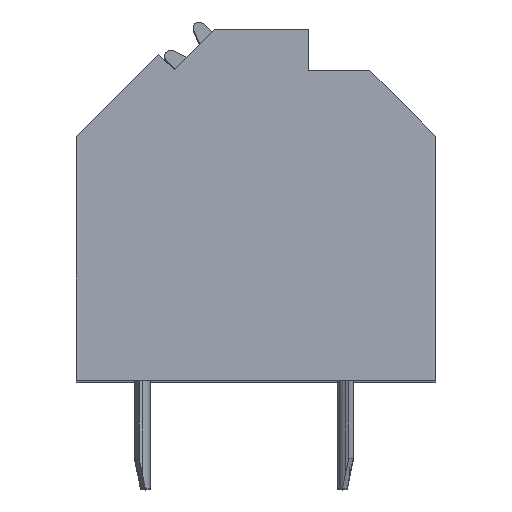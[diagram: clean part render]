
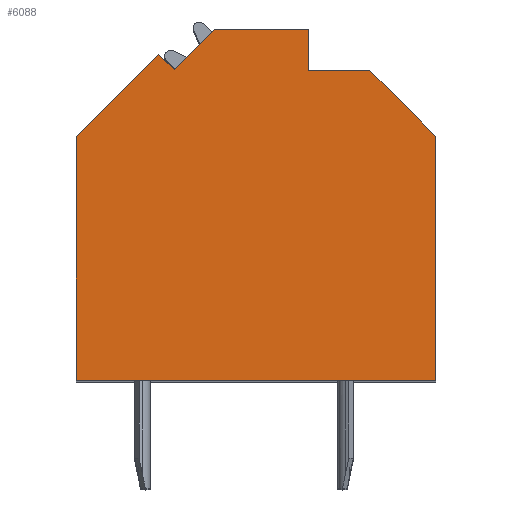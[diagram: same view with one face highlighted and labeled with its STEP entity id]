
A CAD part, top view. The second image highlights one B-rep face of the part: STEP entity #6088.
In plain terms, the highlighted planar face has unit normal (0, 0, 1).
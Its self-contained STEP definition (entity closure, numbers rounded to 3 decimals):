
#579=DIRECTION('',(-0.707,-0.707,0.));
#580=VECTOR('',#579,1.897);
#581=CARTESIAN_POINT('',(-1.39,5.718,33.885));
#582=LINE('',#581,#580);
#583=DIRECTION('',(-1.,0.,0.));
#584=VECTOR('',#583,3.14);
#585=CARTESIAN_POINT('',(1.75,5.718,33.885));
#586=LINE('',#585,#584);
#587=DIRECTION('',(0.,1.,0.));
#588=VECTOR('',#587,1.368);
#589=CARTESIAN_POINT('',(1.75,4.35,33.885));
#590=LINE('',#589,#588);
#591=DIRECTION('',(-1.,0.,0.));
#592=VECTOR('',#591,2.05);
#593=CARTESIAN_POINT('',(3.8,4.35,33.885));
#594=LINE('',#593,#592);
#595=DIRECTION('',(-0.707,0.707,0.));
#596=VECTOR('',#595,3.111);
#597=CARTESIAN_POINT('',(6.,2.15,33.885));
#598=LINE('',#597,#596);
#599=DIRECTION('',(0.,1.,0.));
#600=VECTOR('',#599,8.15);
#601=CARTESIAN_POINT('',(6.,-6.,33.885));
#602=LINE('',#601,#600);
#603=DIRECTION('',(1.,0.,0.));
#604=VECTOR('',#603,12.);
#605=CARTESIAN_POINT('',(-6.,-6.,33.885));
#606=LINE('',#605,#604);
#607=DIRECTION('',(0.,-1.,0.));
#608=VECTOR('',#607,8.14);
#609=CARTESIAN_POINT('',(-6.,2.14,33.885));
#610=LINE('',#609,#608);
#611=DIRECTION('',(-0.707,-0.707,0.));
#612=VECTOR('',#611,3.892);
#613=CARTESIAN_POINT('',(-3.248,4.892,33.885));
#614=LINE('',#613,#612);
#615=DIRECTION('',(-0.707,0.707,0.));
#616=VECTOR('',#615,0.73);
#617=CARTESIAN_POINT('',(-2.732,4.376,33.885));
#618=LINE('',#617,#616);
#4185=CARTESIAN_POINT('',(-1.39,5.718,33.885));
#4186=CARTESIAN_POINT('',(-2.732,4.376,33.885));
#4187=VERTEX_POINT('',#4185);
#4188=VERTEX_POINT('',#4186);
#4189=CARTESIAN_POINT('',(-3.248,4.892,33.885));
#4190=VERTEX_POINT('',#4189);
#4191=CARTESIAN_POINT('',(-6.,2.14,33.885));
#4192=VERTEX_POINT('',#4191);
#4193=CARTESIAN_POINT('',(-6.,-6.,33.885));
#4194=VERTEX_POINT('',#4193);
#4195=CARTESIAN_POINT('',(6.,-6.,33.885));
#4196=VERTEX_POINT('',#4195);
#4197=CARTESIAN_POINT('',(6.,2.15,33.885));
#4198=VERTEX_POINT('',#4197);
#4199=CARTESIAN_POINT('',(3.8,4.35,33.885));
#4200=VERTEX_POINT('',#4199);
#4201=CARTESIAN_POINT('',(1.75,4.35,33.885));
#4202=VERTEX_POINT('',#4201);
#4203=CARTESIAN_POINT('',(1.75,5.718,33.885));
#4204=VERTEX_POINT('',#4203);
#6064=CARTESIAN_POINT('',(0.,0.,33.885));
#6065=DIRECTION('',(0.,0.,1.));
#6066=DIRECTION('',(1.,0.,0.));
#6067=AXIS2_PLACEMENT_3D('',#6064,#6065,#6066);
#6068=PLANE('',#6067);
#6070=ORIENTED_EDGE('',*,*,#6069,.F.);
#6072=ORIENTED_EDGE('',*,*,#6071,.F.);
#6074=ORIENTED_EDGE('',*,*,#6073,.F.);
#6076=ORIENTED_EDGE('',*,*,#6075,.F.);
#6078=ORIENTED_EDGE('',*,*,#6077,.F.);
#6080=ORIENTED_EDGE('',*,*,#6079,.F.);
#6082=ORIENTED_EDGE('',*,*,#6081,.F.);
#6083=ORIENTED_EDGE('',*,*,#5727,.F.);
#6084=ORIENTED_EDGE('',*,*,#5975,.F.);
#6085=ORIENTED_EDGE('',*,*,#5681,.F.);
#6086=EDGE_LOOP('',(#6070,#6072,#6074,#6076,#6078,#6080,#6082,#6083,#6084,
#6085));
#6087=FACE_OUTER_BOUND('',#6086,.F.);
#5681=EDGE_CURVE('',#4188,#4190,#618,.T.);
#5727=EDGE_CURVE('',#4192,#4194,#610,.T.);
#5975=EDGE_CURVE('',#4190,#4192,#614,.T.);
#6069=EDGE_CURVE('',#4187,#4188,#582,.T.);
#6071=EDGE_CURVE('',#4204,#4187,#586,.T.);
#6073=EDGE_CURVE('',#4202,#4204,#590,.T.);
#6075=EDGE_CURVE('',#4200,#4202,#594,.T.);
#6077=EDGE_CURVE('',#4198,#4200,#598,.T.);
#6079=EDGE_CURVE('',#4196,#4198,#602,.T.);
#6081=EDGE_CURVE('',#4194,#4196,#606,.T.);
#6088=ADVANCED_FACE('',(#6087),#6068,.T.);
